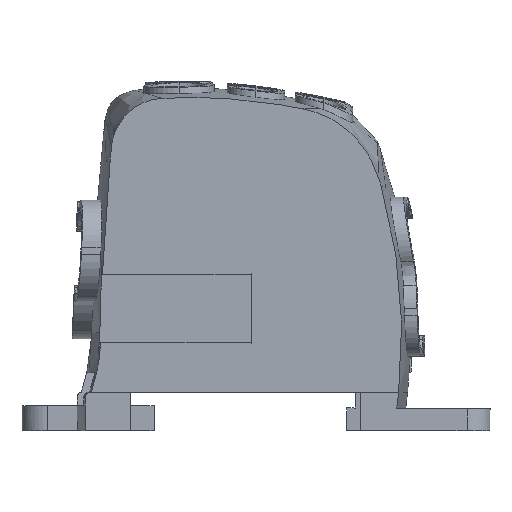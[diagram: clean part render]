
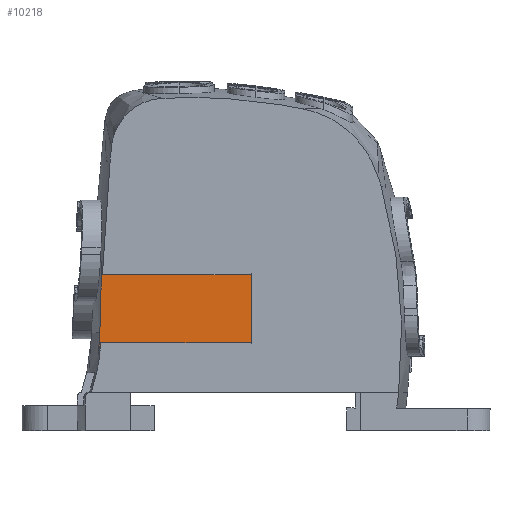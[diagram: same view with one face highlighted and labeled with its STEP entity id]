
A CAD part, left-side view. The second image highlights one B-rep face of the part: STEP entity #10218.
In plain terms, the highlighted planar face has unit normal (-1, 0, 0).
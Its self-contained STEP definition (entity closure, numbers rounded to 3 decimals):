
#10209=AXIS2_PLACEMENT_3D('Plane Axis2P3D',#10206,#10207,#10208) ;
#4700=CARTESIAN_POINT('Vertex',(1.703,61.1,11.644)) ;
#4704=CARTESIAN_POINT('Control Point',(1.702,60.855,15.276)) ;
#4705=CARTESIAN_POINT('Control Point',(1.702,60.86,14.554)) ;
#4706=CARTESIAN_POINT('Control Point',(1.702,60.887,13.829)) ;
#4707=CARTESIAN_POINT('Control Point',(1.702,60.936,13.099)) ;
#4708=CARTESIAN_POINT('Control Point',(1.702,61.007,12.369)) ;
#4709=CARTESIAN_POINT('Control Point',(1.702,61.1,11.644)) ;
#4710=CARTESIAN_POINT('Vertex',(1.702,60.855,15.276)) ;
#6383=CARTESIAN_POINT('Control Point',(1.702,60.855,15.276)) ;
#6384=CARTESIAN_POINT('Control Point',(1.702,60.853,15.513)) ;
#6385=CARTESIAN_POINT('Control Point',(1.702,60.851,15.751)) ;
#6386=CARTESIAN_POINT('Control Point',(1.702,60.848,15.988)) ;
#6387=CARTESIAN_POINT('Control Point',(1.702,60.843,16.449)) ;
#6388=CARTESIAN_POINT('Control Point',(1.702,60.837,16.91)) ;
#6389=CARTESIAN_POINT('Control Point',(1.702,60.833,17.2)) ;
#6390=CARTESIAN_POINT('Control Point',(1.702,60.826,17.641)) ;
#6391=CARTESIAN_POINT('Control Point',(1.702,60.819,18.08)) ;
#6392=CARTESIAN_POINT('Control Point',(1.701,60.815,18.304)) ;
#6393=CARTESIAN_POINT('Control Point',(1.701,60.807,18.729)) ;
#6394=CARTESIAN_POINT('Control Point',(1.701,60.799,19.125)) ;
#6395=CARTESIAN_POINT('Control Point',(1.701,60.795,19.298)) ;
#6396=CARTESIAN_POINT('Control Point',(1.701,60.787,19.657)) ;
#6397=CARTESIAN_POINT('Control Point',(1.701,60.779,20.009)) ;
#6398=CARTESIAN_POINT('Control Point',(1.701,60.775,20.164)) ;
#6399=CARTESIAN_POINT('Control Point',(1.701,60.766,20.551)) ;
#6400=CARTESIAN_POINT('Control Point',(1.701,60.755,20.969)) ;
#6401=CARTESIAN_POINT('Control Point',(1.701,60.749,21.181)) ;
#6402=CARTESIAN_POINT('Control Point',(1.701,60.737,21.612)) ;
#6403=CARTESIAN_POINT('Control Point',(1.701,60.724,22.049)) ;
#6404=CARTESIAN_POINT('Control Point',(1.701,60.714,22.356)) ;
#6405=CARTESIAN_POINT('Control Point',(1.7,60.684,23.286)) ;
#6406=CARTESIAN_POINT('Control Point',(1.7,60.651,24.215)) ;
#6407=CARTESIAN_POINT('Control Point',(1.7,60.623,24.925)) ;
#6408=CARTESIAN_POINT('Control Point',(1.7,60.594,25.635)) ;
#6409=CARTESIAN_POINT('Control Point',(1.7,60.562,26.345)) ;
#6410=CARTESIAN_POINT('Vertex',(1.7,60.562,26.345)) ;
#9024=CARTESIAN_POINT('Line Origine',(1.7,48.906,26.345)) ;
#9028=CARTESIAN_POINT('Vertex',(1.7,37.25,26.345)) ;
#9047=CARTESIAN_POINT('Vertex',(1.703,37.25,11.644)) ;
#9050=CARTESIAN_POINT('Line Origine',(1.701,37.25,18.995)) ;
#9067=CARTESIAN_POINT('Line Origine',(1.703,49.175,11.644)) ;
#10206=CARTESIAN_POINT('Axis2P3D Location',(1.703,0.,11.644)) ;
#9025=DIRECTION('Vector Direction',(0.,1.,0.)) ;
#9051=DIRECTION('Vector Direction',(0.,0.,1.)) ;
#9068=DIRECTION('Vector Direction',(0.,1.,0.)) ;
#10207=DIRECTION('Axis2P3D Direction',(-1.,0.,0.)) ;
#10208=DIRECTION('Axis2P3D XDirection',(0.,0.,1.)) ;
#9026=VECTOR('Line Direction',#9025,1.) ;
#9052=VECTOR('Line Direction',#9051,1.) ;
#9069=VECTOR('Line Direction',#9068,1.) ;
#10212=ORIENTED_EDGE('',*,*,#9071,.F.) ;
#10213=ORIENTED_EDGE('',*,*,#9054,.F.) ;
#10214=ORIENTED_EDGE('',*,*,#9030,.T.) ;
#10215=ORIENTED_EDGE('',*,*,#6412,.F.) ;
#10216=ORIENTED_EDGE('',*,*,#4712,.T.) ;
#10218=ADVANCED_FACE('Koerper.2',(#10217),#10210,.T.) ;
#4703=B_SPLINE_CURVE_WITH_KNOTS('',5,(#4704,#4705,#4706,#4707,#4708,#4709),.UNSPECIFIED.,.F.,.U.,(6,6),(0.,3.73),.UNSPECIFIED.) ;
#6382=B_SPLINE_CURVE_WITH_KNOTS('',5,(#6383,#6384,#6385,#6386,#6387,#6388,#6389,#6390,#6391,#6392,#6393,#6394,#6395,#6396,#6397,#6398,#6399,#6400,#6401,#6402,#6403,#6404,#6405,#6406,#6407,#6408,#6409),.UNSPECIFIED.,.F.,.U.,(6,3,3,3,3,3,3,3,6),(0.,1.622,3.153,4.634,6.159,7.688,9.168,10.669,15.534),.UNSPECIFIED.) ;
#4712=EDGE_CURVE('',#4711,#4701,#4703,.T.) ;
#6412=EDGE_CURVE('',#4711,#6411,#6382,.T.) ;
#9030=EDGE_CURVE('',#9029,#6411,#9027,.T.) ;
#9054=EDGE_CURVE('',#9029,#9048,#9053,.F.) ;
#9071=EDGE_CURVE('',#9048,#4701,#9070,.T.) ;
#10211=EDGE_LOOP('',(#10212,#10213,#10214,#10215,#10216)) ;
#10217=FACE_OUTER_BOUND('',#10211,.T.) ;
#9027=LINE('Line',#9024,#9026) ;
#9053=LINE('Line',#9050,#9052) ;
#9070=LINE('Line',#9067,#9069) ;
#10210=PLANE('',#10209) ;
#4701=VERTEX_POINT('',#4700) ;
#4711=VERTEX_POINT('',#4710) ;
#6411=VERTEX_POINT('',#6410) ;
#9029=VERTEX_POINT('',#9028) ;
#9048=VERTEX_POINT('',#9047) ;
